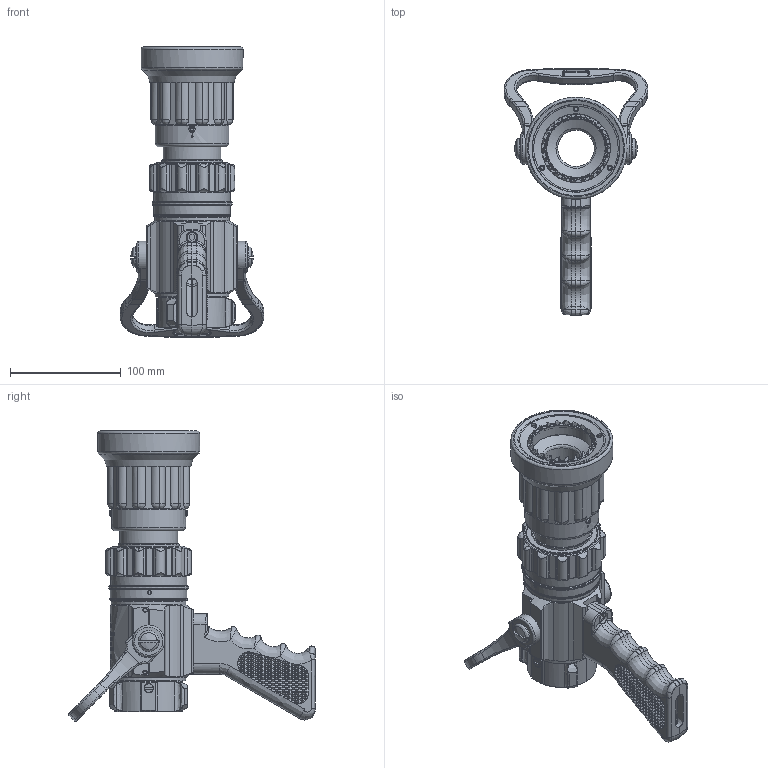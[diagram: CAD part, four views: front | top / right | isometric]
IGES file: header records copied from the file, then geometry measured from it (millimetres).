
Global section: file name: Assembly1b.igs; preprocessor: I-DEAS 3D IGES Translator 15; date: 20120613.150222; units: inch
Bounding box: 129.78 x 222.64 x 262.02 mm (x, y, z)
Volume: 798634.5 mm3; surface area: 344771.8 mm2
Topology: 30 solids, 30 shells, 3780 faces, 8243 edges, 4630 vertices
Faces by surface type: bspline 3780
